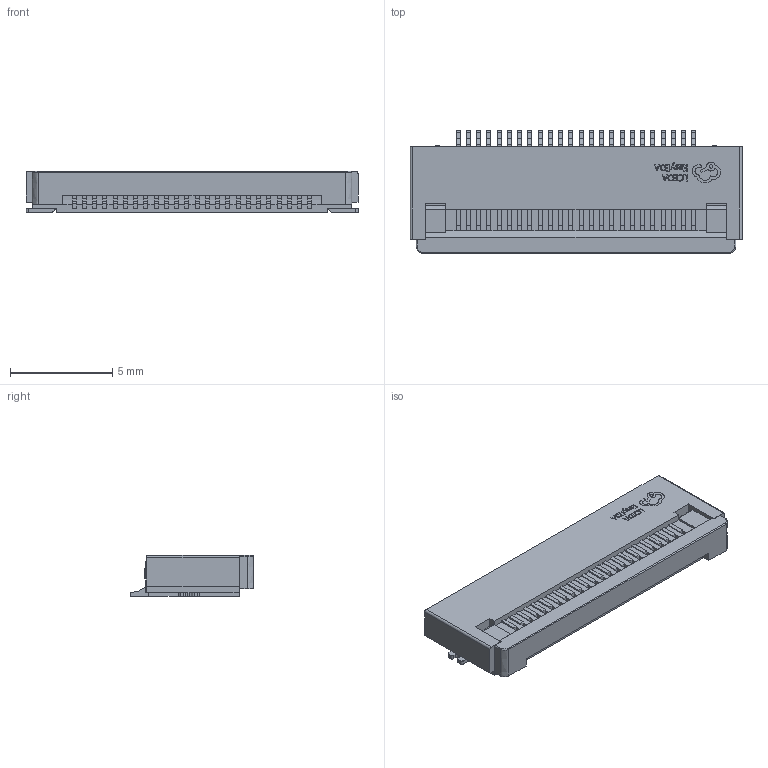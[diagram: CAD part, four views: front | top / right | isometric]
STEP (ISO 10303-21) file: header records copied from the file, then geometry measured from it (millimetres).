
FILE_DESCRIPTION(('FreeCAD Model'),'2;1');
FILE_NAME('Open CASCADE Shape Model','2025-03-15T12:18:22',('Author'),( ''),'Open CASCADE STEP processor 7.6','FreeCAD','Unknown');
FILE_SCHEMA(('AUTOMOTIVE_DESIGN { 1 0 10303 214 1 1 1 1 }'));
Length unit declared in the file: millimetre
Products named in the file (41): aod0-P1-FPC-SMD_24P-L17.5-W5.4-P0.50; COMPOUND039; COMPOUND; COMPOUND001; COMPOUND002; COMPOUND003; COMPOUND004; COMPOUND005; COMPOUND006; COMPOUND007; COMPOUND008; COMPOUND009; COMPOUND010; COMPOUND011; COMPOUND012; COMPOUND013; COMPOUND014; COMPOUND015; COMPOUND016; COMPOUND017; COMPOUND018; COMPOUND019; COMPOUND020; COMPOUND021; COMPOUND022; COMPOUND023; COMPOUND024; COMPOUND025; COMPOUND026; COMPOUND027; COMPOUND028; COMPOUND029; COMPOUND030; COMPOUND031; COMPOUND032; COMPOUND033; COMPOUND034; COMPOUND035; COMPOUND036; COMPOUND037 ...
Assembly tree (40 placements, depth 3):
  aod0-P1-FPC-SMD_24P-L17.5-W5.4-P0.50
    COMPOUND039
      COMPOUND
      COMPOUND001
      COMPOUND002
      COMPOUND003
      COMPOUND004
      COMPOUND005
      COMPOUND006
      COMPOUND007
      COMPOUND008
      COMPOUND009
      COMPOUND010
      COMPOUND011
      COMPOUND012
      COMPOUND013
      COMPOUND014
      COMPOUND015
      COMPOUND016
      COMPOUND017
      COMPOUND018
      COMPOUND019
      COMPOUND020
      COMPOUND021
      COMPOUND022
      COMPOUND023
      COMPOUND024
      COMPOUND025
      COMPOUND026
      COMPOUND027
      COMPOUND028
      COMPOUND029
      COMPOUND030
      COMPOUND031
      COMPOUND032
      COMPOUND033
      COMPOUND034
      COMPOUND035
      COMPOUND036
      COMPOUND037
      COMPOUND038
Bounding box: 16.2 x 6 x 2.01 mm (x, y, z)
Volume: 142.4 mm3; surface area: 971.4 mm2
Topology: 39 solids, 39 shells, 1258 faces, 3549 edges, 2326 vertices
Faces by surface type: plane 1045, bspline 124, cylinder 89
Entity records: 44540 total; most frequent: CARTESIAN_POINT 9828, ORIENTED_EDGE 7098, DIRECTION 5789, EDGE_CURVE 3549, LINE 3091, VECTOR 3091, VERTEX_POINT 2326, AXIS2_PLACEMENT_3D 1349
